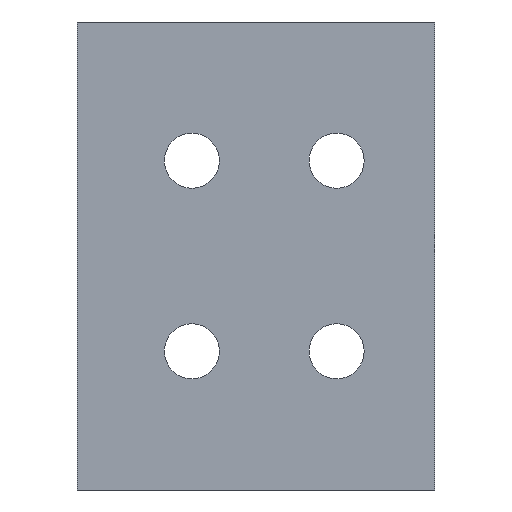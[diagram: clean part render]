
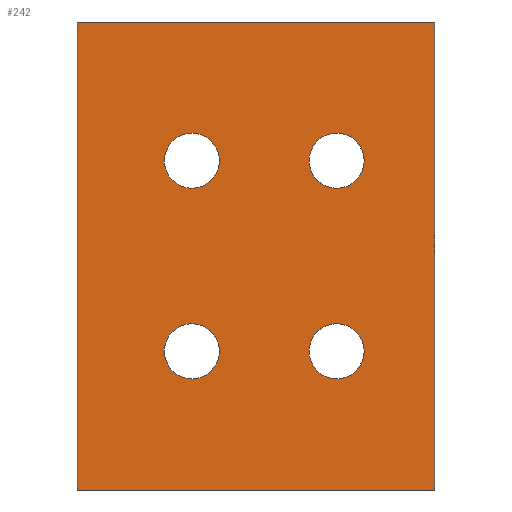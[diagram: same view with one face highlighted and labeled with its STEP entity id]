
A CAD part, front view. The second image highlights one B-rep face of the part: STEP entity #242.
In plain terms, the highlighted planar face has unit normal (0, -1, 0).
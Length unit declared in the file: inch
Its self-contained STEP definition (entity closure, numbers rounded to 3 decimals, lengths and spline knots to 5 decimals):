
#43=FACE_BOUND($,#97,.T.);
#44=FACE_BOUND($,#98,.T.);
#45=FACE_BOUND($,#99,.T.);
#46=FACE_BOUND($,#100,.T.);
#55=CIRCLE($,#261,0.07874);
#56=CIRCLE($,#263,0.07874);
#57=CIRCLE($,#265,0.07874);
#58=CIRCLE($,#267,0.07874);
#66=FACE_OUTER_BOUND($,#96,.T.);
#96=EDGE_LOOP($,(#217,#218,#219,#220));
#97=EDGE_LOOP($,(#221));
#98=EDGE_LOOP($,(#222));
#99=EDGE_LOOP($,(#223));
#100=EDGE_LOOP($,(#224));
#104=LINE($,#341,#116);
#109=LINE($,#360,#121);
#111=LINE($,#363,#123);
#112=LINE($,#473,#124);
#116=VECTOR($,#277,1.33858);
#121=VECTOR($,#294,1.33858);
#123=VECTOR($,#298,1.02362);
#124=VECTOR($,#329,1.02362);
#126=VERTEX_POINT($,#335);
#128=VERTEX_POINT($,#339);
#135=VERTEX_POINT($,#357);
#136=VERTEX_POINT($,#359);
#143=VERTEX_POINT($,#461);
#144=VERTEX_POINT($,#464);
#145=VERTEX_POINT($,#467);
#146=VERTEX_POINT($,#470);
#150=EDGE_CURVE($,#126,#128,#104,.T.);
#159=EDGE_CURVE($,#136,#135,#109,.T.);
#161=EDGE_CURVE($,#126,#135,#111,.T.);
#168=EDGE_CURVE($,#143,#143,#55,.T.);
#169=EDGE_CURVE($,#144,#144,#56,.T.);
#170=EDGE_CURVE($,#145,#145,#57,.T.);
#171=EDGE_CURVE($,#146,#146,#58,.T.);
#172=EDGE_CURVE($,#136,#128,#112,.T.);
#217=ORIENTED_EDGE($,*,*,#150,.T.);
#218=ORIENTED_EDGE($,*,*,#172,.F.);
#219=ORIENTED_EDGE($,*,*,#159,.T.);
#220=ORIENTED_EDGE($,*,*,#161,.F.);
#221=ORIENTED_EDGE($,*,*,#168,.T.);
#222=ORIENTED_EDGE($,*,*,#169,.T.);
#223=ORIENTED_EDGE($,*,*,#170,.T.);
#224=ORIENTED_EDGE($,*,*,#171,.T.);
#230=PLANE($,#269);
#242=ADVANCED_FACE($,(#66,#43,#44,#45,#46),#230,.T.);
#261=AXIS2_PLACEMENT_3D($,#462,#313,#314);
#263=AXIS2_PLACEMENT_3D($,#465,#317,#318);
#265=AXIS2_PLACEMENT_3D($,#468,#321,#322);
#267=AXIS2_PLACEMENT_3D($,#471,#325,#326);
#269=AXIS2_PLACEMENT_3D($,#474,#330,#331);
#277=DIRECTION($,(0.,0.,-1.));
#294=DIRECTION($,(0.,0.,1.));
#298=DIRECTION($,(1.,0.,0.));
#313=DIRECTION('center_axis',(0.,1.,0.));
#314=DIRECTION('ref_axis',(1.,0.,0.));
#317=DIRECTION('center_axis',(0.,1.,0.));
#318=DIRECTION('ref_axis',(1.,0.,0.));
#321=DIRECTION('center_axis',(0.,1.,0.));
#322=DIRECTION('ref_axis',(1.,0.,0.));
#325=DIRECTION('center_axis',(0.,1.,0.));
#326=DIRECTION('ref_axis',(1.,0.,0.));
#329=DIRECTION($,(-1.,0.,0.));
#330=DIRECTION('center_axis',(0.,-1.,0.));
#331=DIRECTION('ref_axis',(0.,0.,-1.));
#335=CARTESIAN_POINT('',(-0.53543,0.,1.43307));
#339=CARTESIAN_POINT('',(-0.53543,0.,0.09449));
#341=CARTESIAN_POINT($,(-0.53543,0.,0.42913));
#357=CARTESIAN_POINT('',(0.48819,0.,1.43307));
#359=CARTESIAN_POINT('',(0.48819,0.,0.09449));
#360=CARTESIAN_POINT($,(0.48819,0.,0.42913));
#363=CARTESIAN_POINT($,(-0.69291,0.,1.43307));
#461=CARTESIAN_POINT('',(0.1283,0.,0.49126));
#462=CARTESIAN_POINT('Origin',(0.20704,0.,0.49126));
#464=CARTESIAN_POINT('',(-0.28578,0.,0.49126));
#465=CARTESIAN_POINT('Origin',(-0.20704,0.,0.49126));
#467=CARTESIAN_POINT('',(-0.28578,0.,1.0363));
#468=CARTESIAN_POINT('Origin',(-0.20704,0.,1.0363));
#470=CARTESIAN_POINT('',(0.1283,0.,1.0363));
#471=CARTESIAN_POINT('Origin',(0.20704,0.,1.0363));
#473=CARTESIAN_POINT($,(0.64567,0.,0.09449));
#474=CARTESIAN_POINT('Origin',(-0.02362,0.,0.76378));
